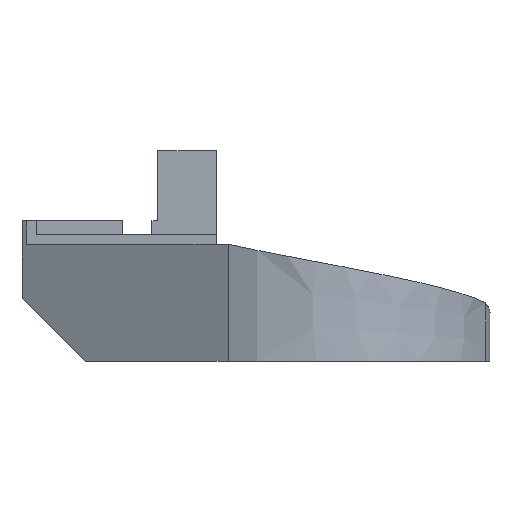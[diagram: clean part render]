
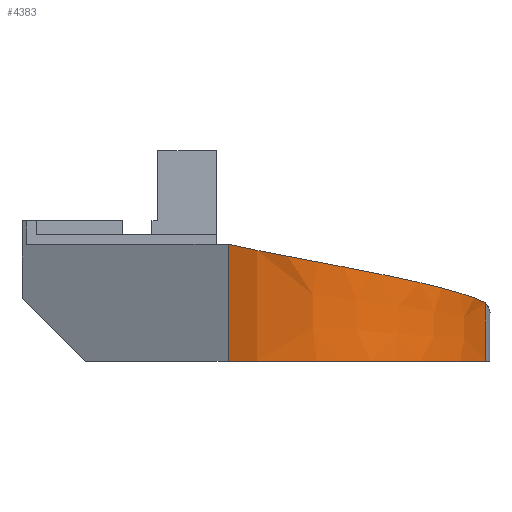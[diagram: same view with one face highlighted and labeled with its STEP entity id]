
A CAD part, left-side view. The second image highlights one B-rep face of the part: STEP entity #4383.
In plain terms, the highlighted free-form (B-spline) face has degree [3, 3] with [4, 7] control points.
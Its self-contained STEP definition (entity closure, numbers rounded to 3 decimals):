
#237=LINE('',#6212,#617);
#445=LINE('',#8514,#825);
#617=VECTOR('',#4883,10.);
#825=VECTOR('',#5375,10.);
#1196=FACE_OUTER_BOUND('',#1448,.T.);
#1448=EDGE_LOOP('',(#4061,#4062,#4063,#4064));
#1715=B_SPLINE_CURVE_WITH_KNOTS('',3,(#8897,#8898,#8899,#8900,#8901,#8902,
#8903),.UNSPECIFIED.,.F.,.F.,(4,1,1,1,4),(0.,0.286,0.571,
0.714,1.),.UNSPECIFIED.);
#1718=B_SPLINE_CURVE_WITH_KNOTS('',3,(#9021,#9022,#9023,#9024,#9025,#9026,
#9027),.UNSPECIFIED.,.F.,.F.,(4,1,1,1,4),(0.,0.286,0.571,
0.714,1.),.UNSPECIFIED.);
#1756=VERTEX_POINT('',#5870);
#1826=VERTEX_POINT('',#6209);
#1827=VERTEX_POINT('',#6211);
#2071=VERTEX_POINT('',#8513);
#2265=EDGE_CURVE('',#1826,#1827,#237,.T.);
#2638=EDGE_CURVE('',#1756,#2071,#445,.T.);
#2764=EDGE_CURVE('',#1827,#1756,#1715,.T.);
#2781=EDGE_CURVE('',#1826,#2071,#1718,.T.);
#4061=ORIENTED_EDGE('',*,*,#2265,.F.);
#4062=ORIENTED_EDGE('',*,*,#2781,.T.);
#4063=ORIENTED_EDGE('',*,*,#2638,.F.);
#4064=ORIENTED_EDGE('',*,*,#2764,.F.);
#4148=B_SPLINE_SURFACE_WITH_KNOTS('',3,3,((#9029,#9030,#9031,#9032,#9033,
#9034,#9035),(#9036,#9037,#9038,#9039,#9040,#9041,#9042),(#9043,#9044,#9045,
#9046,#9047,#9048,#9049),(#9050,#9051,#9052,#9053,#9054,#9055,#9056)),
 .UNSPECIFIED.,.F.,.F.,.F.,(4,4),(4,1,1,1,4),(0.,1.),(0.,0.286,
0.571,0.714,1.),.UNSPECIFIED.);
#4383=ADVANCED_FACE('',(#1196),#4148,.T.);
#4883=DIRECTION('',(0.,0.,1.));
#5375=DIRECTION('',(0.,0.,-1.));
#5870=CARTESIAN_POINT('',(-12.,0.,5.));
#6209=CARTESIAN_POINT('',(-21.18,22.,0.));
#6211=CARTESIAN_POINT('',(-21.18,22.,10.));
#6212=CARTESIAN_POINT('',(-21.18,22.,0.));
#8513=CARTESIAN_POINT('',(-12.,0.,0.));
#8514=CARTESIAN_POINT('',(-12.,0.,0.));
#8897=CARTESIAN_POINT('Ctrl Pts',(-21.18,22.,10.));
#8898=CARTESIAN_POINT('Ctrl Pts',(-22.219,19.775,9.524));
#8899=CARTESIAN_POINT('Ctrl Pts',(-23.257,14.779,8.571));
#8900=CARTESIAN_POINT('Ctrl Pts',(-21.548,8.497,7.381));
#8901=CARTESIAN_POINT('Ctrl Pts',(-17.786,3.219,6.19));
#8902=CARTESIAN_POINT('Ctrl Pts',(-14.467,0.939,5.476));
#8903=CARTESIAN_POINT('Ctrl Pts',(-12.,0.,5.));
#9021=CARTESIAN_POINT('Ctrl Pts',(-21.18,22.,0.));
#9022=CARTESIAN_POINT('Ctrl Pts',(-22.219,19.775,0.));
#9023=CARTESIAN_POINT('Ctrl Pts',(-23.257,14.779,0.));
#9024=CARTESIAN_POINT('Ctrl Pts',(-21.548,8.497,0.));
#9025=CARTESIAN_POINT('Ctrl Pts',(-17.786,3.219,0.));
#9026=CARTESIAN_POINT('Ctrl Pts',(-14.467,0.939,0.));
#9027=CARTESIAN_POINT('Ctrl Pts',(-12.,0.,0.));
#9029=CARTESIAN_POINT('Ctrl Pts',(-21.18,22.,10.));
#9030=CARTESIAN_POINT('Ctrl Pts',(-22.219,19.775,9.524));
#9031=CARTESIAN_POINT('Ctrl Pts',(-23.257,14.779,8.571));
#9032=CARTESIAN_POINT('Ctrl Pts',(-21.548,8.497,7.381));
#9033=CARTESIAN_POINT('Ctrl Pts',(-17.786,3.219,6.19));
#9034=CARTESIAN_POINT('Ctrl Pts',(-14.467,0.939,5.476));
#9035=CARTESIAN_POINT('Ctrl Pts',(-12.,0.,5.));
#9036=CARTESIAN_POINT('Ctrl Pts',(-21.18,22.,6.667));
#9037=CARTESIAN_POINT('Ctrl Pts',(-22.219,19.775,6.349));
#9038=CARTESIAN_POINT('Ctrl Pts',(-23.257,14.779,5.714));
#9039=CARTESIAN_POINT('Ctrl Pts',(-21.548,8.497,4.921));
#9040=CARTESIAN_POINT('Ctrl Pts',(-17.786,3.219,4.127));
#9041=CARTESIAN_POINT('Ctrl Pts',(-14.467,0.939,3.651));
#9042=CARTESIAN_POINT('Ctrl Pts',(-12.,0.,3.333));
#9043=CARTESIAN_POINT('Ctrl Pts',(-21.18,22.,3.333));
#9044=CARTESIAN_POINT('Ctrl Pts',(-22.219,19.775,3.175));
#9045=CARTESIAN_POINT('Ctrl Pts',(-23.257,14.779,2.857));
#9046=CARTESIAN_POINT('Ctrl Pts',(-21.548,8.497,2.46));
#9047=CARTESIAN_POINT('Ctrl Pts',(-17.786,3.219,2.063));
#9048=CARTESIAN_POINT('Ctrl Pts',(-14.467,0.939,1.825));
#9049=CARTESIAN_POINT('Ctrl Pts',(-12.,0.,1.667));
#9050=CARTESIAN_POINT('Ctrl Pts',(-21.18,22.,0.));
#9051=CARTESIAN_POINT('Ctrl Pts',(-22.219,19.775,0.));
#9052=CARTESIAN_POINT('Ctrl Pts',(-23.257,14.779,0.));
#9053=CARTESIAN_POINT('Ctrl Pts',(-21.548,8.497,0.));
#9054=CARTESIAN_POINT('Ctrl Pts',(-17.786,3.219,0.));
#9055=CARTESIAN_POINT('Ctrl Pts',(-14.467,0.939,0.));
#9056=CARTESIAN_POINT('Ctrl Pts',(-12.,0.,0.));
